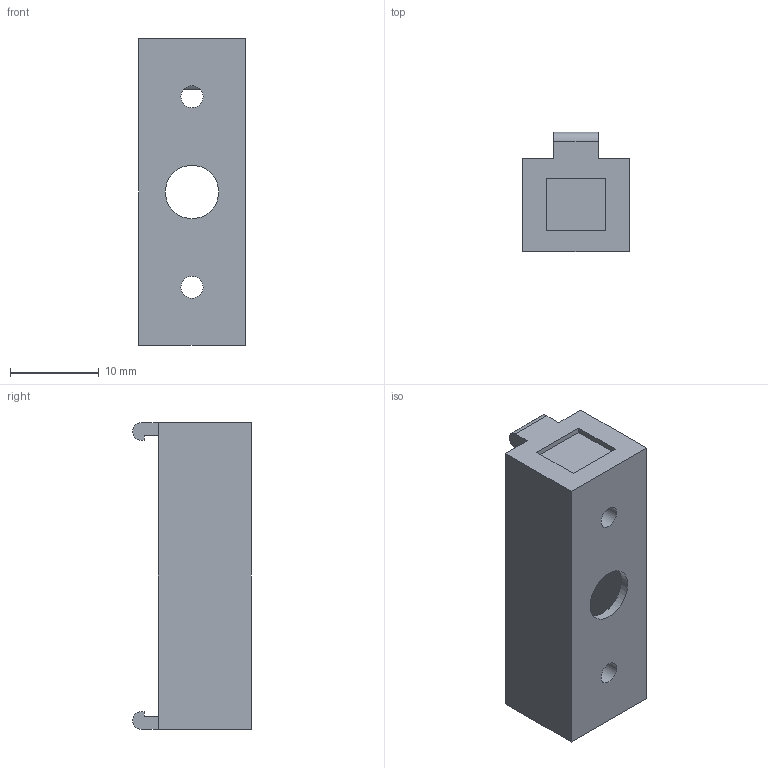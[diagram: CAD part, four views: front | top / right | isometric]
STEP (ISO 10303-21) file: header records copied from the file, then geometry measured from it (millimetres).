
FILE_DESCRIPTION(/* description */ ('STEP AP242','CAx-IF Rec.Pracs.---Representation and Presentation of Product Manufacturing Information (PMI)---4.0---2014-10-13','CAx-IF Rec.Pracs.---3D Tessellated Geometry---0.4---2014-09-14','2;1'),/* implementation_level */ '2;1');
FILE_NAME(/* name */ '68efd59794d19af053cdbdf7',/* time_stamp */ '2025-10-15T17:10:48Z',/* author */ (''),/* organization */ (''),/* preprocessor_version */ 'ST-DEVELOPER v20',/* originating_system */ 'ONSHAPE BY PTC INC, 1.205',/* authorisation */ ' ');
FILE_SCHEMA (('AP242_MANAGED_MODEL_BASED_3D_ENGINEERING_MIM_LF { 1 0 10303 442 1 1 4 }'));
Length unit declared in the file: metre
Products named in the file (1): lightsensor
Bounding box: 12 x 13.4 x 34.6 mm (x, y, z)
Volume: 1515.1 mm3; surface area: 2855.3 mm2
Topology: 1 solids, 1 shells, 68 faces, 183 edges, 119 vertices
Faces by surface type: plane 44, cylinder 18, bspline 4, torus 2
Full cylindrical faces by diameter (mm): 2.5 x2, 4.1 x1, 4.5 x1, 6 x1
Entity records: 2135 total; most frequent: CARTESIAN_POINT 443, ORIENTED_EDGE 348, DIRECTION 329, EDGE_CURVE 174, LINE 129, VECTOR 129, VERTEX_POINT 116, AXIS2_PLACEMENT_3D 100
